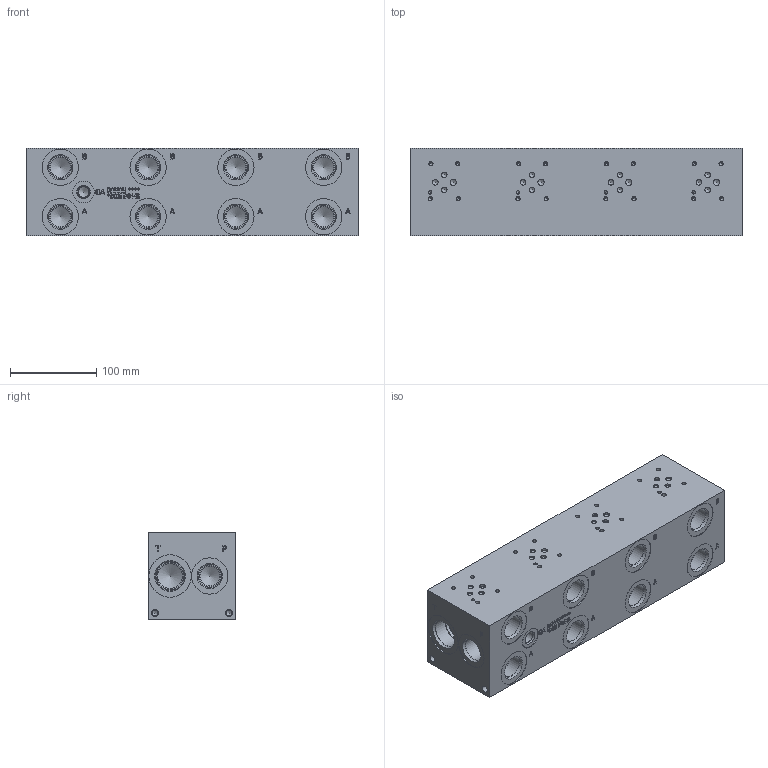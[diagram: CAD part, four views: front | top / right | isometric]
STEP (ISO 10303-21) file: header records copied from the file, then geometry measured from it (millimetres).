
FILE_DESCRIPTION(/* description */ (''),/* implementation_level */ '2;1');
FILE_NAME(/* name */ '_D03HP044S.stp',/* time_stamp */ '2022-10-04T16:03:29-04:00',/* author */ ('bobbyh'),/* organization */ (''),/* preprocessor_version */ 'ST-DEVELOPER v18',/* originating_system */ 'Autodesk Inventor 2020',/* authorisation */ '');
FILE_SCHEMA (('AUTOMOTIVE_DESIGN { 1 0 10303 214 3 1 1 }'));
Length unit declared in the file: millimetre
Products named in the file (1): Part_AD03HP044S_3D
Bounding box: 384.18 x 101.6 x 101.6 mm (x, y, z)
Volume: 3714547.2 mm3; surface area: 216703.6 mm2
Topology: 1 solids, 1 shells, 836 faces, 2283 edges, 1552 vertices
Faces by surface type: plane 450, bspline 169, cylinder 125, cone 92
Full cylindrical faces by diameter (mm): 3.785 x16, 3.962 x4, 4.826 x16, 6.35 x12, 6.528 x4, 7.137 x4, 7.925 x4, 12.294 x1, 12.9 x1, 14.275 x1, 14.529 x1, 23.012 x10, 24.917 x10, 25.019 x1, 26.99 x6, 27 x4, 27.432 x10, 28.575 x2, 31.267 x2, 33.34 x2, 33.757 x2, 42.037 x10, 49.124 x2
Entity records: 27794 total; most frequent: CARTESIAN_POINT 6816, ORIENTED_EDGE 4460, DIRECTION 3699, EDGE_CURVE 2230, VERTEX_POINT 1552, LINE 1421, VECTOR 1421, AXIS2_PLACEMENT_3D 1139
